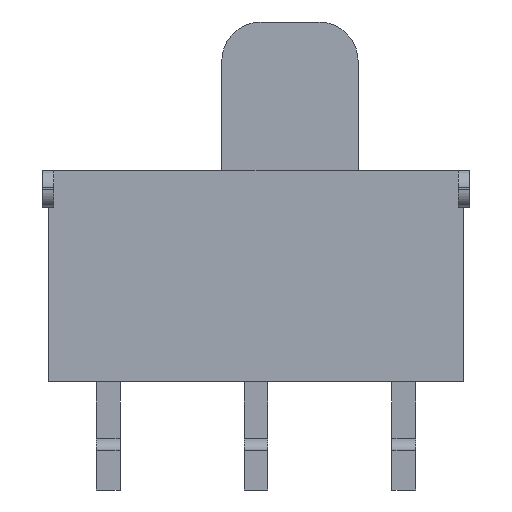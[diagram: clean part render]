
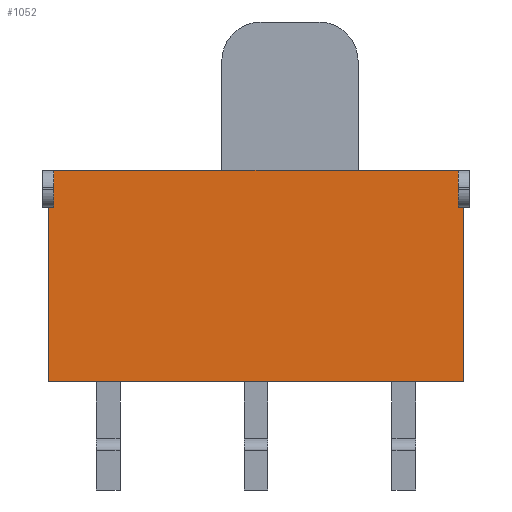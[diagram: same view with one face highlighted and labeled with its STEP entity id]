
A CAD part, left-side view. The second image highlights one B-rep face of the part: STEP entity #1052.
In plain terms, the highlighted planar face has unit normal (-1, 0, 0).
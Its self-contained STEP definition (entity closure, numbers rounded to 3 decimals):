
#102=FACE_OUTER_BOUND('',#159,.T.);
#159=EDGE_LOOP('',(#852,#853,#854,#855,#856,#857,#858,#859));
#257=LINE('',#1639,#381);
#259=LINE('',#1643,#383);
#269=LINE('',#1663,#393);
#270=LINE('',#1665,#394);
#271=LINE('',#1667,#395);
#272=LINE('',#1669,#396);
#273=LINE('',#1671,#397);
#274=LINE('',#1672,#398);
#381=VECTOR('',#1341,10.);
#383=VECTOR('',#1345,10.);
#393=VECTOR('',#1357,10.);
#394=VECTOR('',#1358,10.);
#395=VECTOR('',#1359,10.);
#396=VECTOR('',#1360,10.);
#397=VECTOR('',#1361,10.);
#398=VECTOR('',#1362,10.);
#492=VERTEX_POINT('',#1636);
#493=VERTEX_POINT('',#1638);
#494=VERTEX_POINT('',#1642);
#503=VERTEX_POINT('',#1662);
#504=VERTEX_POINT('',#1664);
#505=VERTEX_POINT('',#1666);
#506=VERTEX_POINT('',#1668);
#507=VERTEX_POINT('',#1670);
#619=EDGE_CURVE('',#493,#492,#257,.T.);
#621=EDGE_CURVE('',#493,#494,#259,.T.);
#631=EDGE_CURVE('',#492,#503,#269,.T.);
#632=EDGE_CURVE('',#504,#503,#270,.T.);
#633=EDGE_CURVE('',#504,#505,#271,.T.);
#634=EDGE_CURVE('',#505,#506,#272,.T.);
#635=EDGE_CURVE('',#506,#507,#273,.T.);
#636=EDGE_CURVE('',#507,#494,#274,.T.);
#852=ORIENTED_EDGE('',*,*,#619,.T.);
#853=ORIENTED_EDGE('',*,*,#631,.T.);
#854=ORIENTED_EDGE('',*,*,#632,.F.);
#855=ORIENTED_EDGE('',*,*,#633,.T.);
#856=ORIENTED_EDGE('',*,*,#634,.T.);
#857=ORIENTED_EDGE('',*,*,#635,.T.);
#858=ORIENTED_EDGE('',*,*,#636,.T.);
#859=ORIENTED_EDGE('',*,*,#621,.F.);
#1000=PLANE('',#1138);
#1052=ADVANCED_FACE('',(#102),#1000,.T.);
#1138=AXIS2_PLACEMENT_3D('',#1661,#1355,#1356);
#1341=DIRECTION('',(0.,0.,-1.));
#1345=DIRECTION('',(0.,-1.,0.));
#1355=DIRECTION('center_axis',(-1.,0.,0.));
#1356=DIRECTION('ref_axis',(0.,-1.,0.));
#1357=DIRECTION('',(0.,1.,0.));
#1358=DIRECTION('',(0.,0.,1.));
#1359=DIRECTION('',(0.,-1.,0.));
#1360=DIRECTION('',(0.,0.,1.));
#1361=DIRECTION('',(0.,1.,0.));
#1362=DIRECTION('',(0.,0.,1.));
#1636=CARTESIAN_POINT('',(-3.3,6.425,5.55));
#1638=CARTESIAN_POINT('',(-3.3,6.425,6.72));
#1639=CARTESIAN_POINT('',(-3.3,6.425,3.068));
#1642=CARTESIAN_POINT('',(-3.3,-6.425,6.72));
#1643=CARTESIAN_POINT('',(-3.3,6.605,6.72));
#1661=CARTESIAN_POINT('Origin',(-3.3,6.605,0.));
#1662=CARTESIAN_POINT('',(-3.3,6.605,5.55));
#1663=CARTESIAN_POINT('',(-3.3,6.605,5.55));
#1664=CARTESIAN_POINT('',(-3.3,6.605,0.));
#1665=CARTESIAN_POINT('',(-3.3,6.605,0.));
#1666=CARTESIAN_POINT('',(-3.3,-6.605,0.));
#1667=CARTESIAN_POINT('',(-3.3,6.605,0.));
#1668=CARTESIAN_POINT('',(-3.3,-6.605,5.55));
#1669=CARTESIAN_POINT('',(-3.3,-6.605,0.));
#1670=CARTESIAN_POINT('',(-3.3,-6.425,5.55));
#1671=CARTESIAN_POINT('',(-3.3,0.,5.55));
#1672=CARTESIAN_POINT('',(-3.3,-6.425,3.068));
